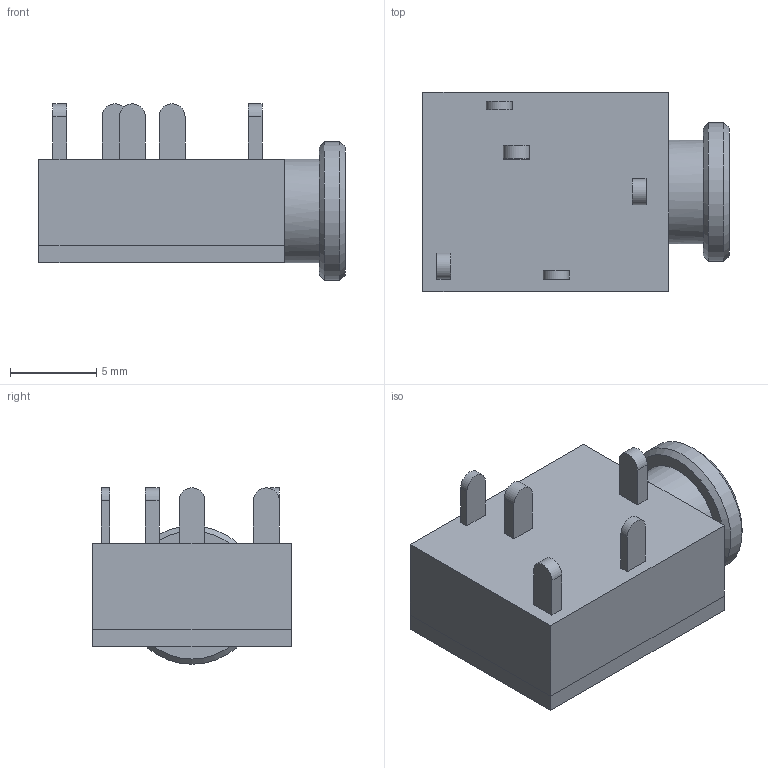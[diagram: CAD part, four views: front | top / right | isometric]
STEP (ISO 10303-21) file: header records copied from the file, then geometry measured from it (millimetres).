
FILE_DESCRIPTION(/* description */ (''),/* implementation_level */ '2;1');
FILE_NAME(/* name */ '3.5mm Stereo Connector.stp',/* time_stamp */ '2020-07-04T20:40:37+02:00',/* author */ ('7800mbz'),/* organization */ (''),/* preprocessor_version */ 'ST-DEVELOPER v17',/* originating_system */ 'Autodesk Inventor 2019',/* authorisation */ '');
FILE_SCHEMA (('CONFIG_CONTROL_DESIGN'));
Length unit declared in the file: millimetre
Products named in the file (1): 3.5mm Stereo Connector
Bounding box: 17.7 x 11.5 x 10.2 mm (x, y, z)
Volume: 617.1 mm3; surface area: 1353.6 mm2
Topology: 2 solids, 2 shells, 55 faces, 123 edges, 80 vertices
Faces by surface type: plane 42, cylinder 9, cone 3, torus 1
Full cylindrical faces by diameter (mm): 3.5 x1, 6 x2, 8 x1
Entity records: 1633 total; most frequent: DIRECTION 262, CARTESIAN_POINT 259, ORIENTED_EDGE 246, EDGE_CURVE 123, LINE 96, VECTOR 96, AXIS2_PLACEMENT_3D 83, VERTEX_POINT 80
